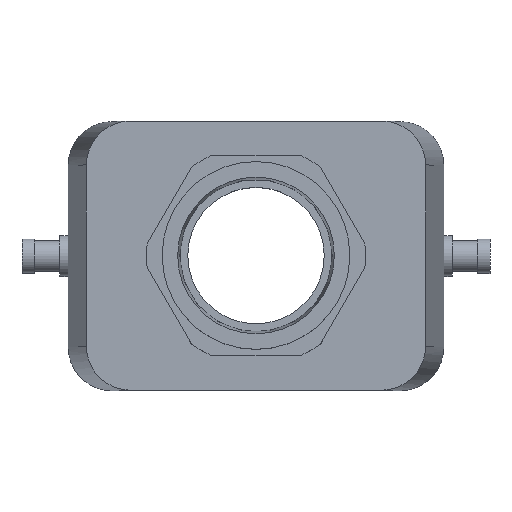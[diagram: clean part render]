
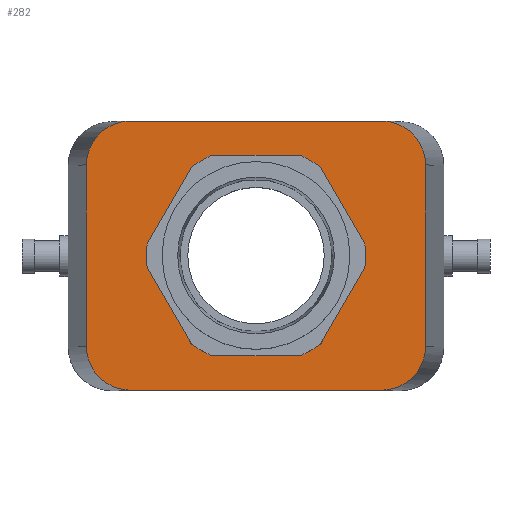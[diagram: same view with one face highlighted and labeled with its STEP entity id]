
A CAD part, top view. The second image highlights one B-rep face of the part: STEP entity #282.
In plain terms, the highlighted planar face has unit normal (0, 0, 1).
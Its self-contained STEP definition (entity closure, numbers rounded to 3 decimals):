
#282 = ADVANCED_FACE( '', ( #677, #678 ), #679, .T. );
#677 = FACE_BOUND( '', #1202, .T. );
#678 = FACE_OUTER_BOUND( '', #1203, .T. );
#679 = PLANE( '', #1204 );
#1202 = EDGE_LOOP( '', ( #1982 ) );
#1203 = EDGE_LOOP( '', ( #1983, #1984, #1985, #1986, #1987, #1988, #1989, #1990 ) );
#1204 = AXIS2_PLACEMENT_3D( '', #1991, #1992, #1993 );
#1982 = ORIENTED_EDGE( '', *, *, #3261, .F. );
#1983 = ORIENTED_EDGE( '', *, *, #3262, .T. );
#1984 = ORIENTED_EDGE( '', *, *, #3263, .T. );
#1985 = ORIENTED_EDGE( '', *, *, #3244, .F. );
#1986 = ORIENTED_EDGE( '', *, *, #3264, .F. );
#1987 = ORIENTED_EDGE( '', *, *, #3219, .T. );
#1988 = ORIENTED_EDGE( '', *, *, #3265, .F. );
#1989 = ORIENTED_EDGE( '', *, *, #3266, .F. );
#1990 = ORIENTED_EDGE( '', *, *, #3139, .T. );
#1991 = CARTESIAN_POINT( '', ( -27.1, 0., 72. ) );
#1992 = DIRECTION( '', ( 0., 0., 1. ) );
#1993 = DIRECTION( '', ( 1., 0., 0. ) );
#3139 = EDGE_CURVE( '', #3756, #3754, #3757, .T. );
#3219 = EDGE_CURVE( '', #3889, #3886, #3890, .T. );
#3244 = EDGE_CURVE( '', #3926, #3913, #3928, .T. );
#3261 = EDGE_CURVE( '', #3954, #3954, #3955, .T. );
#3262 = EDGE_CURVE( '', #3754, #3956, #3957, .T. );
#3263 = EDGE_CURVE( '', #3956, #3913, #3958, .T. );
#3264 = EDGE_CURVE( '', #3889, #3926, #3959, .T. );
#3265 = EDGE_CURVE( '', #3960, #3886, #3961, .T. );
#3266 = EDGE_CURVE( '', #3756, #3960, #3962, .T. );
#3754 = VERTEX_POINT( '', #4611 );
#3756 = VERTEX_POINT( '', #4614 );
#3757 = LINE( '', #4615, #4616 );
#3886 = VERTEX_POINT( '', #4810 );
#3889 = VERTEX_POINT( '', #4814 );
#3890 = ELLIPSE( '', #4815, 7.011, 7. );
#3913 = VERTEX_POINT( '', #4848 );
#3926 = VERTEX_POINT( '', #4867 );
#3928 = ELLIPSE( '', #4870, 7.011, 7. );
#3954 = VERTEX_POINT( '', #4908 );
#3955 = CIRCLE( '', #4909, 15.5 );
#3956 = VERTEX_POINT( '', #4910 );
#3957 = ELLIPSE( '', #4911, 7.011, 7. );
#3958 = LINE( '', #4912, #4913 );
#3959 = LINE( '', #4914, #4915 );
#3960 = VERTEX_POINT( '', #4916 );
#3961 = LINE( '', #4917, #4918 );
#3962 = ELLIPSE( '', #4919, 7.011, 7. );
#4611 = CARTESIAN_POINT( '', ( -27.1, -14.5, 72. ) );
#4614 = CARTESIAN_POINT( '', ( -27.1, 14.5, 72. ) );
#4615 = CARTESIAN_POINT( '', ( -27.1, 0., 72. ) );
#4616 = VECTOR( '', #5676, 1000. );
#4810 = CARTESIAN_POINT( '', ( 20.089, 21.5, 72. ) );
#4814 = CARTESIAN_POINT( '', ( 27.1, 14.5, 72. ) );
#4815 = AXIS2_PLACEMENT_3D( '', #5764, #5765, #5766 );
#4848 = CARTESIAN_POINT( '', ( 20.089, -21.5, 72. ) );
#4867 = CARTESIAN_POINT( '', ( 27.1, -14.5, 72. ) );
#4870 = AXIS2_PLACEMENT_3D( '', #5796, #5797, #5798 );
#4908 = CARTESIAN_POINT( '', ( 15.5, 0., 72. ) );
#4909 = AXIS2_PLACEMENT_3D( '', #5809, #5810, #5811 );
#4910 = CARTESIAN_POINT( '', ( -20.089, -21.5, 72. ) );
#4911 = AXIS2_PLACEMENT_3D( '', #5812, #5813, #5814 );
#4912 = CARTESIAN_POINT( '', ( -27.1, -21.5, 72. ) );
#4913 = VECTOR( '', #5815, 1000. );
#4914 = CARTESIAN_POINT( '', ( 27.1, 0., 72. ) );
#4915 = VECTOR( '', #5816, 1000. );
#4916 = CARTESIAN_POINT( '', ( -20.089, 21.5, 72. ) );
#4917 = CARTESIAN_POINT( '', ( -27.1, 21.5, 72. ) );
#4918 = VECTOR( '', #5817, 1000. );
#4919 = AXIS2_PLACEMENT_3D( '', #5818, #5819, #5820 );
#5676 = DIRECTION( '', ( 0., -1., 0. ) );
#5764 = CARTESIAN_POINT( '', ( 20.089, 14.5, 72. ) );
#5765 = DIRECTION( '', ( 0., 0., 1. ) );
#5766 = DIRECTION( '', ( 1., 0., 0. ) );
#5796 = CARTESIAN_POINT( '', ( 20.089, -14.5, 72. ) );
#5797 = DIRECTION( '', ( 0., 0., -1. ) );
#5798 = DIRECTION( '', ( 1., 0., 0. ) );
#5809 = CARTESIAN_POINT( '', ( 0., 0., 72. ) );
#5810 = DIRECTION( '', ( 0., 0., 1. ) );
#5811 = DIRECTION( '', ( 1., 0., 0. ) );
#5812 = CARTESIAN_POINT( '', ( -20.089, -14.5, 72. ) );
#5813 = DIRECTION( '', ( 0., 0., 1. ) );
#5814 = DIRECTION( '', ( -1., 0., 0. ) );
#5815 = DIRECTION( '', ( 1., 0., 0. ) );
#5816 = DIRECTION( '', ( 0., -1., 0. ) );
#5817 = DIRECTION( '', ( 1., 0., 0. ) );
#5818 = CARTESIAN_POINT( '', ( -20.089, 14.5, 72. ) );
#5819 = DIRECTION( '', ( 0., 0., -1. ) );
#5820 = DIRECTION( '', ( -1., 0., 0. ) );
